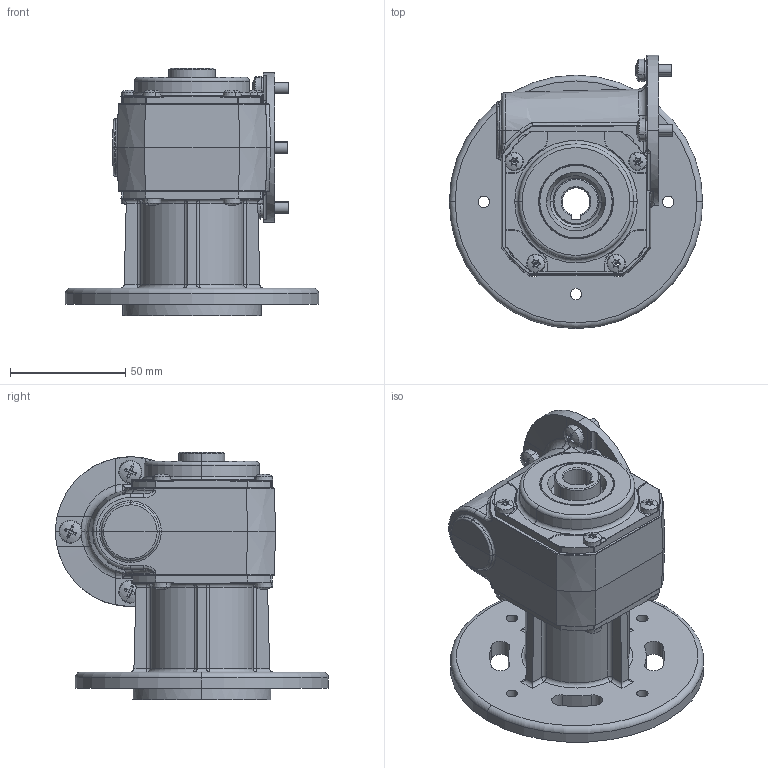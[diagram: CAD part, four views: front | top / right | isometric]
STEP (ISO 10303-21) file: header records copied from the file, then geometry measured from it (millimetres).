
FILE_DESCRIPTION (( 'STEP AP203' ), '1' );
FILE_NAME ('VE31-G-RH.STEP', '2013-12-10T08:41:02', ( 'kob' ), ( 'Microsoft' ), 'SwSTEP 2.0', 'SolidWorks 2012', '' );
FILE_SCHEMA (( 'CONFIG_CONTROL_DESIGN' ));
Length unit declared in the file: millimetre
Products named in the file (1): VE31-G-RH
Bounding box: 110 x 118.5 x 107.5 mm (x, y, z)
Surface area: 73468.6 mm2 (no closed solid volume)
Topology: 0 solids, 34 shells, 871 faces, 2495 edges, 1582 vertices
Faces by surface type: plane 335, cylinder 240, cone 123, torus 83, bspline 51, sphere 39
Entity records: 31461 total; most frequent: CARTESIAN_POINT 9268, DIRECTION 4828, ORIENTED_EDGE 4240, EDGE_CURVE 2482, AXIS2_PLACEMENT_3D 1856, VERTEX_POINT 1582, LINE 1116, VECTOR 1116
